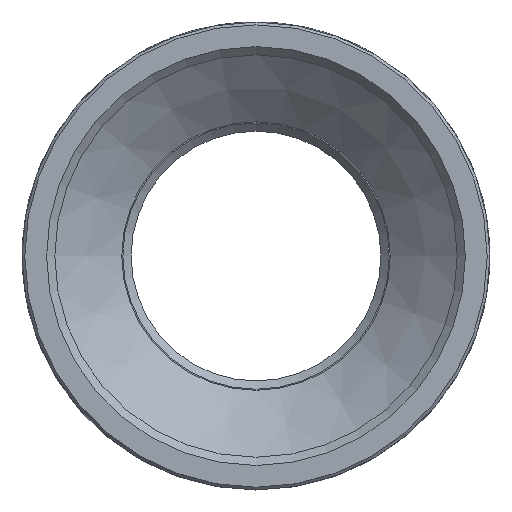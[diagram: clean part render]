
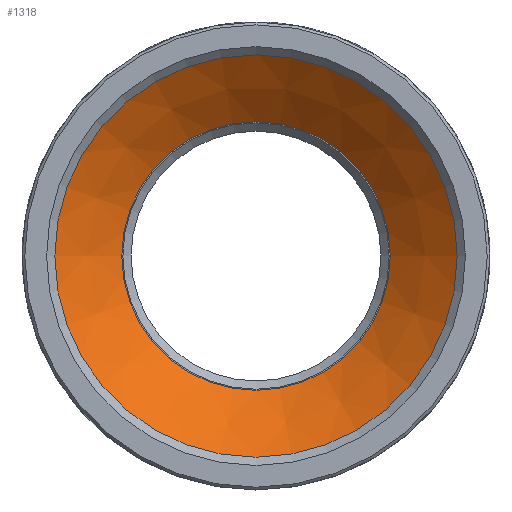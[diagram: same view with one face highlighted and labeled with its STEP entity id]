
A CAD part, left-side view. The second image highlights one B-rep face of the part: STEP entity #1318.
In plain terms, the highlighted conical face has half-angle 50.614 degrees and reference radius 30.801 mm.
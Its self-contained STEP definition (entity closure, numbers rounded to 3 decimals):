
#787 = VERTEX_POINT ( 'NONE', #17385 ) ;
#1318 = ADVANCED_FACE ( 'NONE', ( #3800, #18726 ), #7961, .F. ) ;
#1680 = EDGE_LOOP ( 'NONE', ( #12126 ) ) ;
#3800 = FACE_BOUND ( 'NONE', #1680, .T. ) ;
#5172 = CARTESIAN_POINT ( 'NONE',  ( -23.5, 0., 0. ) ) ;
#6171 = DIRECTION ( 'NONE',  ( -1., 0., 0. ) ) ;
#7659 = CARTESIAN_POINT ( 'NONE',  ( -18., 0., 0. ) ) ;
#7961 = CONICAL_SURFACE ( 'NONE', #18695, 30.801, 0.883 ) ;
#8341 = DIRECTION ( 'NONE',  ( 0., -1., 0. ) ) ;
#8929 = ORIENTED_EDGE ( 'NONE', *, *, #18246, .F. ) ;
#9391 = CARTESIAN_POINT ( 'NONE',  ( -28.4, 0., 0. ) ) ;
#9576 = DIRECTION ( 'NONE',  ( 1., 0., 0. ) ) ;
#10556 = CIRCLE ( 'NONE', #12415, 36.769 ) ;
#10875 = DIRECTION ( 'NONE',  ( 0., 1., 0. ) ) ;
#12066 = EDGE_LOOP ( 'NONE', ( #8929 ) ) ;
#12126 = ORIENTED_EDGE ( 'NONE', *, *, #13120, .F. ) ;
#12415 = AXIS2_PLACEMENT_3D ( 'NONE', #9391, #9576, #10875 ) ;
#13120 = EDGE_CURVE ( 'NONE', #787, #787, #16017, .T. ) ;
#14396 = VERTEX_POINT ( 'NONE', #18966 ) ;
#15053 = DIRECTION ( 'NONE',  ( 0., -1., 0. ) ) ;
#16017 = CIRCLE ( 'NONE', #17609, 24.101 ) ;
#17067 = DIRECTION ( 'NONE',  ( -1., 0., 0. ) ) ;
#17385 = CARTESIAN_POINT ( 'NONE',  ( -18., -24.102, 0. ) ) ;
#17609 = AXIS2_PLACEMENT_3D ( 'NONE', #7659, #6171, #15053 ) ;
#18246 = EDGE_CURVE ( 'NONE', #14396, #14396, #10556, .T. ) ;
#18695 = AXIS2_PLACEMENT_3D ( 'NONE', #5172, #17067, #8341 ) ;
#18726 = FACE_OUTER_BOUND ( 'NONE', #12066, .T. ) ;
#18966 = CARTESIAN_POINT ( 'NONE',  ( -28.4, 36.769, 0. ) ) ;
